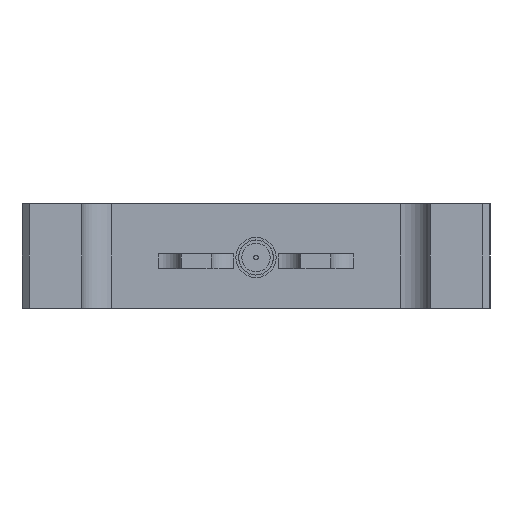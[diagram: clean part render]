
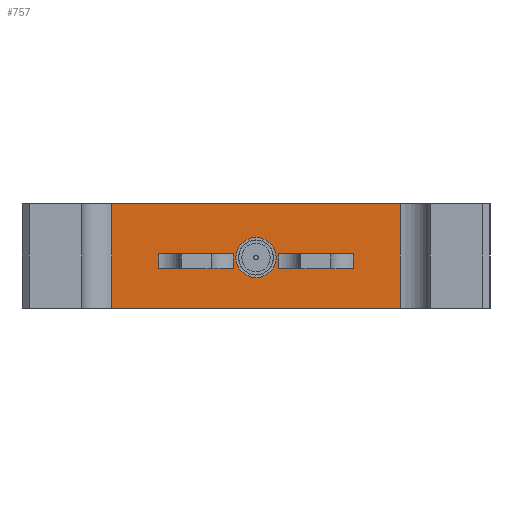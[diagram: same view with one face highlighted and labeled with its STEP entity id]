
A CAD part, left-side view. The second image highlights one B-rep face of the part: STEP entity #757.
In plain terms, the highlighted planar face has unit normal (-1, 0, 0).
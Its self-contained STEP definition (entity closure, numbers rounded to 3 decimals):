
#757=ADVANCED_FACE('',(#14762,#14764,#14766,#14768),#14770,.T.);
#14762=FACE_BOUND('',#14763,.T.);
#14763=EDGE_LOOP('',(#32372,#32373,#32374,#32375));
#14764=FACE_BOUND('',#14765,.T.);
#14765=EDGE_LOOP('',(#32376));
#14766=FACE_BOUND('',#14767,.T.);
#14767=EDGE_LOOP('',(#32377,#32378,#32379,#32380));
#14768=FACE_BOUND('',#14769,.T.);
#14769=EDGE_LOOP('',(#32381,#32382,#32383,#32384));
#14770=PLANE('',#14771);
#14771=AXIS2_PLACEMENT_3D('',#14772,#14773,#14774);
#14772=CARTESIAN_POINT('',(-32.6,-15.65,-3.7));
#14773=DIRECTION('',(-1.,0.,0.));
#14774=DIRECTION('',(0.,0.,1.));
#32372=ORIENTED_EDGE('',*,*,#41106,.T.);
#32373=ORIENTED_EDGE('',*,*,#41107,.T.);
#32374=ORIENTED_EDGE('',*,*,#41108,.F.);
#32375=ORIENTED_EDGE('',*,*,#41109,.T.);
#32376=ORIENTED_EDGE('',*,*,#40985,.F.);
#32377=ORIENTED_EDGE('',*,*,#41110,.F.);
#32378=ORIENTED_EDGE('',*,*,#41111,.T.);
#32379=ORIENTED_EDGE('',*,*,#41112,.F.);
#32380=ORIENTED_EDGE('',*,*,#41113,.T.);
#32381=ORIENTED_EDGE('',*,*,#41114,.F.);
#32382=ORIENTED_EDGE('',*,*,#41115,.T.);
#32383=ORIENTED_EDGE('',*,*,#41116,.F.);
#32384=ORIENTED_EDGE('',*,*,#41117,.T.);
#40985=EDGE_CURVE('',#45489,#45489,#45490,.T.);
#41106=EDGE_CURVE('',#45731,#45732,#45733,.T.);
#41107=EDGE_CURVE('',#45732,#45734,#45735,.T.);
#41108=EDGE_CURVE('',#45736,#45734,#45737,.T.);
#41109=EDGE_CURVE('',#45736,#45731,#45738,.T.);
#41110=EDGE_CURVE('',#45739,#45740,#45741,.T.);
#41111=EDGE_CURVE('',#45739,#45742,#45743,.T.);
#41112=EDGE_CURVE('',#45744,#45742,#45745,.T.);
#41113=EDGE_CURVE('',#45744,#45740,#45746,.T.);
#41114=EDGE_CURVE('',#45747,#45748,#45749,.T.);
#41115=EDGE_CURVE('',#45747,#45750,#45751,.T.);
#41116=EDGE_CURVE('',#45752,#45750,#45753,.T.);
#41117=EDGE_CURVE('',#45752,#45748,#45754,.T.);
#45489=VERTEX_POINT('',#52715);
#45490=CIRCLE('',#52716,1.35);
#45731=VERTEX_POINT('',#53264);
#45732=VERTEX_POINT('',#53265);
#45733=LINE('',#53266,#53267);
#45734=VERTEX_POINT('',#53269);
#45735=LINE('',#53270,#53271);
#45736=VERTEX_POINT('',#53273);
#45737=LINE('',#53274,#53275);
#45738=LINE('',#53277,#53278);
#45739=VERTEX_POINT('',#53280);
#45740=VERTEX_POINT('',#53281);
#45741=LINE('',#53282,#53283);
#45742=VERTEX_POINT('',#53285);
#45743=LINE('',#53286,#53287);
#45744=VERTEX_POINT('',#53289);
#45745=LINE('',#53290,#53291);
#45746=LINE('',#53293,#53294);
#45747=VERTEX_POINT('',#53296);
#45748=VERTEX_POINT('',#53297);
#45749=LINE('',#53298,#53299);
#45750=VERTEX_POINT('',#53301);
#45751=LINE('',#53302,#53303);
#45752=VERTEX_POINT('',#53305);
#45753=LINE('',#53306,#53307);
#45754=LINE('',#53309,#53310);
#52715=CARTESIAN_POINT('',(-32.6,0.,1.05));
#52716=AXIS2_PLACEMENT_3D('',#52717,#52718,#52719);
#52717=CARTESIAN_POINT('',(-32.6,0.,-0.3));
#52718=DIRECTION('',(-1.,0.,0.));
#52719=DIRECTION('',(0.,0.,-1.));
#53264=CARTESIAN_POINT('',(-32.6,9.65,-3.7));
#53265=CARTESIAN_POINT('',(-32.6,-9.65,-3.7));
#53266=CARTESIAN_POINT('',(-32.6,9.65,-3.7));
#53267=VECTOR('',#53268,1.);
#53268=DIRECTION('',(0.,-1.,0.));
#53269=CARTESIAN_POINT('',(-32.6,-9.65,3.3));
#53270=CARTESIAN_POINT('',(-32.6,-9.65,-3.7));
#53271=VECTOR('',#53272,1.);
#53272=DIRECTION('',(0.,0.,1.));
#53273=CARTESIAN_POINT('',(-32.6,9.65,3.3));
#53274=CARTESIAN_POINT('',(-32.6,9.65,3.3));
#53275=VECTOR('',#53276,1.);
#53276=DIRECTION('',(0.,-1.,0.));
#53277=CARTESIAN_POINT('',(-32.6,9.65,3.3));
#53278=VECTOR('',#53279,1.);
#53279=DIRECTION('',(0.,0.,-1.));
#53280=CARTESIAN_POINT('',(-32.6,6.5,-1.05));
#53281=CARTESIAN_POINT('',(-32.6,1.5,-1.05));
#53282=CARTESIAN_POINT('',(-32.6,6.5,-1.05));
#53283=VECTOR('',#53284,1.);
#53284=DIRECTION('',(0.,-1.,0.));
#53285=CARTESIAN_POINT('',(-32.6,6.5,-0.05));
#53286=CARTESIAN_POINT('',(-32.6,6.5,-1.05));
#53287=VECTOR('',#53288,1.);
#53288=DIRECTION('',(0.,0.,1.));
#53289=CARTESIAN_POINT('',(-32.6,1.5,-0.05));
#53290=CARTESIAN_POINT('',(-32.6,1.5,-0.05));
#53291=VECTOR('',#53292,1.);
#53292=DIRECTION('',(0.,1.,0.));
#53293=CARTESIAN_POINT('',(-32.6,1.5,-0.05));
#53294=VECTOR('',#53295,1.);
#53295=DIRECTION('',(0.,0.,-1.));
#53296=CARTESIAN_POINT('',(-32.6,-1.5,-1.05));
#53297=CARTESIAN_POINT('',(-32.6,-6.5,-1.05));
#53298=CARTESIAN_POINT('',(-32.6,-1.5,-1.05));
#53299=VECTOR('',#53300,1.);
#53300=DIRECTION('',(0.,-1.,0.));
#53301=CARTESIAN_POINT('',(-32.6,-1.5,-0.05));
#53302=CARTESIAN_POINT('',(-32.6,-1.5,-1.05));
#53303=VECTOR('',#53304,1.);
#53304=DIRECTION('',(0.,0.,1.));
#53305=CARTESIAN_POINT('',(-32.6,-6.5,-0.05));
#53306=CARTESIAN_POINT('',(-32.6,-6.5,-0.05));
#53307=VECTOR('',#53308,1.);
#53308=DIRECTION('',(0.,1.,0.));
#53309=CARTESIAN_POINT('',(-32.6,-6.5,-0.05));
#53310=VECTOR('',#53311,1.);
#53311=DIRECTION('',(0.,0.,-1.));
